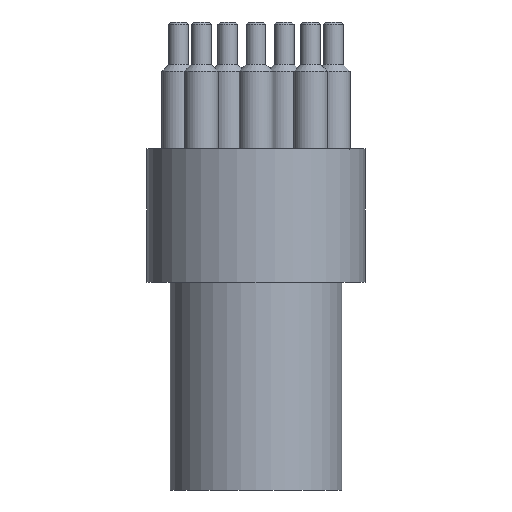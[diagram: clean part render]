
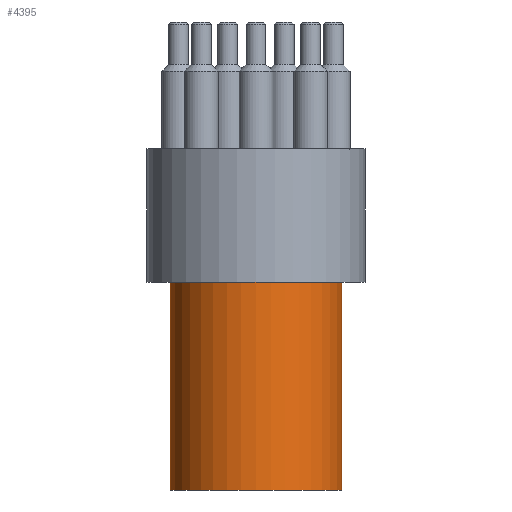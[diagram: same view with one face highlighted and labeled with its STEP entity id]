
A CAD part, left-side view. The second image highlights one B-rep face of the part: STEP entity #4395.
In plain terms, the highlighted cylindrical face has radius 12.2 mm (diameter 24.4 mm), a full revolution.
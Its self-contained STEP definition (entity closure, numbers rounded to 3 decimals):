
#12=ELLIPSE($,#4598,17.253,12.2);
#13=ELLIPSE($,#4599,17.253,12.2);
#14=ELLIPSE($,#4600,17.253,12.2);
#1115=CYLINDRICAL_SURFACE($,#4601,12.2);
#1192=FACE_BOUND($,#1776,.T.);
#1445=FACE_OUTER_BOUND($,#1775,.T.);
#1775=EDGE_LOOP($,(#4070,#4071,#4072,#4073));
#1776=EDGE_LOOP($,(#4074));
#1830=CIRCLE($,#4588,12.2);
#1834=CIRCLE($,#4602,12.2);
#2251=VERTEX_POINT($,#8421);
#2255=VERTEX_POINT($,#8435);
#2256=VERTEX_POINT($,#8436);
#2257=VERTEX_POINT($,#8438);
#2856=EDGE_CURVE($,#2251,#2251,#1830,.T.);
#2860=EDGE_CURVE($,#2255,#2256,#12,.T.);
#2861=EDGE_CURVE($,#2257,#2255,#13,.T.);
#2862=EDGE_CURVE($,#2256,#2257,#14,.T.);
#2863=EDGE_CURVE($,#2255,#2255,#1834,.T.);
#4070=ORIENTED_EDGE($,*,*,#2863,.F.);
#4071=ORIENTED_EDGE($,*,*,#2860,.T.);
#4072=ORIENTED_EDGE($,*,*,#2862,.T.);
#4073=ORIENTED_EDGE($,*,*,#2861,.T.);
#4074=ORIENTED_EDGE($,*,*,#2856,.T.);
#4395=ADVANCED_FACE($,(#1445,#1192),#1115,.T.);
#4588=AXIS2_PLACEMENT_3D($,#8422,#5300,#5301);
#4598=AXIS2_PLACEMENT_3D($,#8437,#5320,#5321);
#4599=AXIS2_PLACEMENT_3D($,#8439,#5322,#5323);
#4600=AXIS2_PLACEMENT_3D($,#8440,#5324,#5325);
#4601=AXIS2_PLACEMENT_3D($,#8441,#5326,#5327);
#4602=AXIS2_PLACEMENT_3D($,#8442,#5328,#5329);
#5300=DIRECTION('center_axis',(0.,0.,-1.));
#5301=DIRECTION('ref_axis',(-1.,0.,0.));
#5320=DIRECTION('center_axis',(-0.707,0.,-0.707));
#5321=DIRECTION('ref_axis',(0.707,0.,-0.707));
#5322=DIRECTION('center_axis',(-0.707,0.,-0.707));
#5323=DIRECTION('ref_axis',(0.707,0.,-0.707));
#5324=DIRECTION('center_axis',(-0.707,0.,0.707));
#5325=DIRECTION('ref_axis',(-0.707,0.,-0.707));
#5326=DIRECTION('center_axis',(0.,0.,1.));
#5327=DIRECTION('ref_axis',(-1.,0.,0.));
#5328=DIRECTION('center_axis',(0.,0.,-1.));
#5329=DIRECTION('ref_axis',(-1.,0.,0.));
#8421=CARTESIAN_POINT('',(12.2,0.,29.5));
#8422=CARTESIAN_POINT('Origin',(0.,0.,29.5));
#8435=CARTESIAN_POINT('',(12.2,0.,0.));
#8436=CARTESIAN_POINT('',(0.,-12.2,12.2));
#8437=CARTESIAN_POINT('Origin',(0.,0.,12.2));
#8438=CARTESIAN_POINT('',(0.,12.2,12.2));
#8439=CARTESIAN_POINT('Origin',(0.,0.,12.2));
#8440=CARTESIAN_POINT('Origin',(0.,0.,12.2));
#8441=CARTESIAN_POINT('Origin',(0.,0.,0.));
#8442=CARTESIAN_POINT('Origin',(0.,0.,0.));
